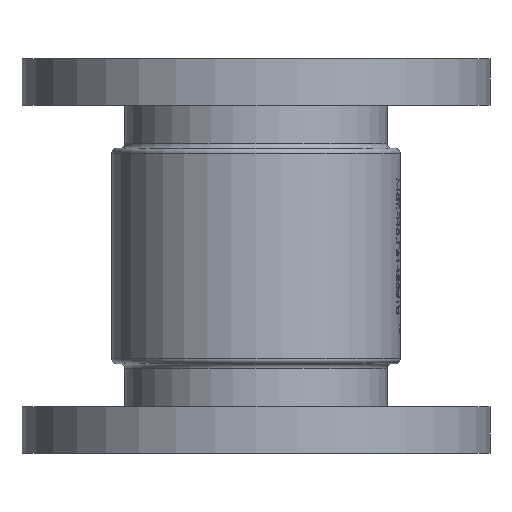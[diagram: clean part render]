
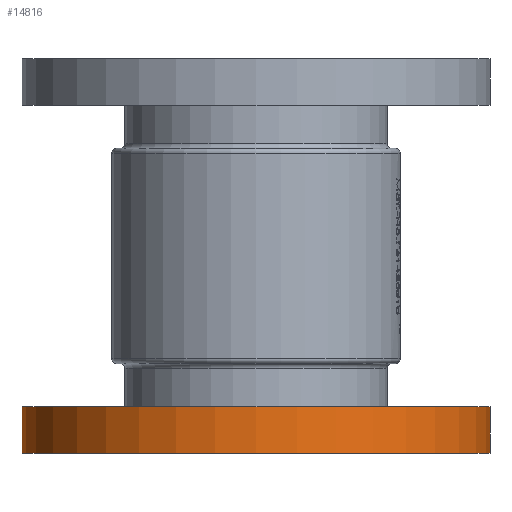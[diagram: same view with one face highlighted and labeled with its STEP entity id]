
A CAD part, front view. The second image highlights one B-rep face of the part: STEP entity #14816.
In plain terms, the highlighted cylindrical face has radius 150 mm (diameter 300 mm), a partial arc.
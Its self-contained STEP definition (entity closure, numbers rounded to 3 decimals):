
#429 = CARTESIAN_POINT ( 'NONE',  ( 150., 0., -253. ) ) ;
#1719 = DIRECTION ( 'NONE',  ( 1., 0., 0. ) ) ;
#2609 = AXIS2_PLACEMENT_3D ( 'NONE', #12919, #24098, #1719 ) ;
#4209 = LINE ( 'NONE', #20986, #11079 ) ;
#4871 = DIRECTION ( 'NONE',  ( 0., 0., 1. ) ) ;
#5725 = CARTESIAN_POINT ( 'NONE',  ( -150., 0., -253. ) ) ;
#6293 = ORIENTED_EDGE ( 'NONE', *, *, #20824, .T. ) ;
#6558 = DIRECTION ( 'NONE',  ( 0., 0., 1. ) ) ;
#6644 = ORIENTED_EDGE ( 'NONE', *, *, #10054, .F. ) ;
#7550 = ORIENTED_EDGE ( 'NONE', *, *, #11147, .F. ) ;
#7768 = FACE_OUTER_BOUND ( 'NONE', #12545, .T. ) ;
#9413 = VERTEX_POINT ( 'NONE', #5725 ) ;
#9730 = DIRECTION ( 'NONE',  ( 1., 0., 0. ) ) ;
#10054 = EDGE_CURVE ( 'NONE', #19686, #21053, #4209, .T. ) ;
#11079 = VECTOR ( 'NONE', #22813, 1000. ) ;
#11147 = EDGE_CURVE ( 'NONE', #11836, #19686, #20735, .T. ) ;
#11570 = AXIS2_PLACEMENT_3D ( 'NONE', #24866, #6558, #15952 ) ;
#11836 = VERTEX_POINT ( 'NONE', #24211 ) ;
#11996 = CARTESIAN_POINT ( 'NONE',  ( 0., 0., -253. ) ) ;
#12545 = EDGE_LOOP ( 'NONE', ( #7550, #18016, #6293, #6644 ) ) ;
#12919 = CARTESIAN_POINT ( 'NONE',  ( 0., 0., -253. ) ) ;
#14766 = VECTOR ( 'NONE', #15484, 1000. ) ;
#14816 = ADVANCED_FACE ( 'NONE', ( #7768 ), #24240, .T. ) ;
#15484 = DIRECTION ( 'NONE',  ( 0., 0., -1. ) ) ;
#15952 = DIRECTION ( 'NONE',  ( 1., 0., 0. ) ) ;
#17106 = CIRCLE ( 'NONE', #21934, 150. ) ;
#18016 = ORIENTED_EDGE ( 'NONE', *, *, #28291, .T. ) ;
#18203 = CARTESIAN_POINT ( 'NONE',  ( 150., 0., -223. ) ) ;
#19686 = VERTEX_POINT ( 'NONE', #18203 ) ;
#20735 = CIRCLE ( 'NONE', #11570, 150. ) ;
#20824 = EDGE_CURVE ( 'NONE', #9413, #21053, #17106, .T. ) ;
#20986 = CARTESIAN_POINT ( 'NONE',  ( 150., 0., -253. ) ) ;
#21053 = VERTEX_POINT ( 'NONE', #429 ) ;
#21934 = AXIS2_PLACEMENT_3D ( 'NONE', #11996, #4871, #9730 ) ;
#22127 = CARTESIAN_POINT ( 'NONE',  ( -150., 0., -253. ) ) ;
#22813 = DIRECTION ( 'NONE',  ( 0., 0., -1. ) ) ;
#24098 = DIRECTION ( 'NONE',  ( 0., 0., -1. ) ) ;
#24211 = CARTESIAN_POINT ( 'NONE',  ( -150., 0., -223. ) ) ;
#24240 = CYLINDRICAL_SURFACE ( 'NONE', #2609, 150. ) ;
#24866 = CARTESIAN_POINT ( 'NONE',  ( 0., 0., -223. ) ) ;
#26638 = LINE ( 'NONE', #22127, #14766 ) ;
#28291 = EDGE_CURVE ( 'NONE', #11836, #9413, #26638, .T. ) ;
